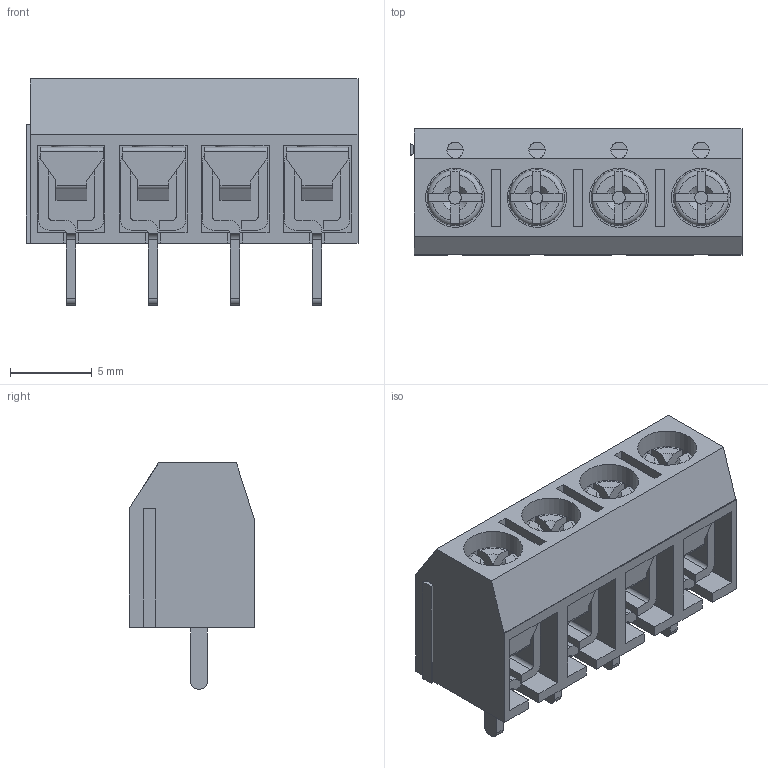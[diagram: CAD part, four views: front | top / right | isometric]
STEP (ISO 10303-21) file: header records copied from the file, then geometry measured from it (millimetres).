
FILE_DESCRIPTION(('FreeCAD Model'),'2;1');
FILE_NAME('Open CASCADE Shape Model','2024-06-28T10:55:04',(''),(''), 'Open CASCADE STEP processor 7.6','FreeCAD','Unknown');
FILE_SCHEMA(('AUTOMOTIVE_DESIGN { 1 0 10303 214 1 1 1 1 }'));
Length unit declared in the file: millimetre
Products named in the file (17): KLS2-360-5.00-4P-2S; Frame; Screws; Body001; Body002; Body003; Body004; Plates; Plate001; Plate002; Plate003; Plate004; Contacts; Contact001; Contact002; Contact003; Contact004
Assembly tree (16 placements, depth 3):
  KLS2-360-5.00-4P-2S
    Frame
    Screws
      Body001
      Body002
      Body003
      Body004
    Plates
      Plate001
      Plate002
      Plate003
      Plate004
    Contacts
      Contact001
      Contact002
      Contact003
      Contact004
Bounding box: 20.25 x 7.68 x 13.79 mm (x, y, z)
Volume: 943.7 mm3; surface area: 2717.3 mm2
Topology: 13 solids, 13 shells, 473 faces, 1290 edges, 854 vertices
Faces by surface type: plane 314, cylinder 120, cone 20, torus 12, bspline 7
Full cylindrical faces by diameter (mm): 0.772 x4, 1 x4, 1.8 x4, 2 x4, 2.4 x4, 2.6 x4, 3.4 x4, 3.6 x4
Entity records: 16446 total; most frequent: CARTESIAN_POINT 3819, ORIENTED_EDGE 2580, DIRECTION 2554, EDGE_CURVE 1290, VERTEX_POINT 854, LINE 852, VECTOR 852, AXIS2_PLACEMENT_3D 851
